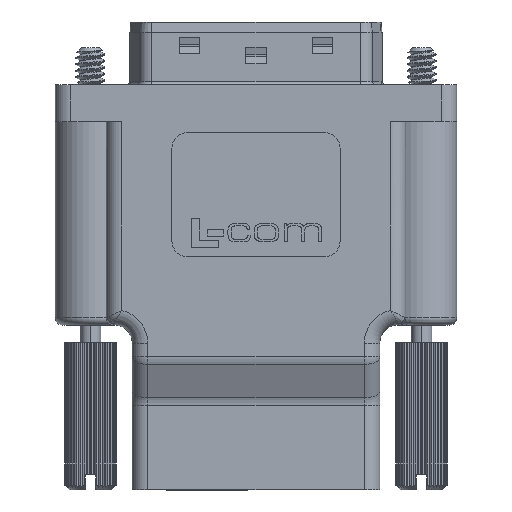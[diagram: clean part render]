
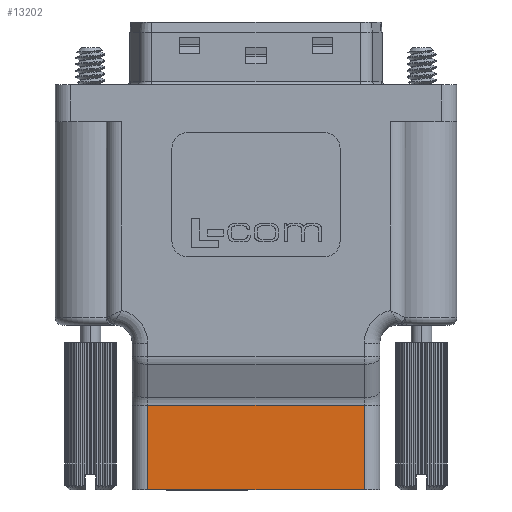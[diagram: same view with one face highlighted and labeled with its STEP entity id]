
A CAD part, front view. The second image highlights one B-rep face of the part: STEP entity #13202.
In plain terms, the highlighted planar face has unit normal (0, -1, 0).
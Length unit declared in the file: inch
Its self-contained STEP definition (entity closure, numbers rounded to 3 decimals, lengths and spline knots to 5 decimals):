
#1078 = DIRECTION ( 'NONE',  ( 0., 0., 1. ) ) ;
#5290 = ORIENTED_EDGE ( 'NONE', *, *, #91208, .T. ) ;
#8426 = VERTEX_POINT ( 'NONE', #63698 ) ;
#11998 = CARTESIAN_POINT ( 'NONE',  ( 0.41835, -0.22244, -0.78346 ) ) ;
#13202 = ADVANCED_FACE ( 'NONE', ( #54243 ), #91187, .F. ) ;
#15405 = CARTESIAN_POINT ( 'NONE',  ( 0.41835, -0.22244, -0.45649 ) ) ;
#16163 = DIRECTION ( 'NONE',  ( 0., 0., -1. ) ) ;
#19964 = VECTOR ( 'NONE', #80566, 39.37008 ) ;
#23120 = ORIENTED_EDGE ( 'NONE', *, *, #102092, .T. ) ;
#27375 = LINE ( 'NONE', #34933, #78918 ) ;
#28182 = VERTEX_POINT ( 'NONE', #15405 ) ;
#34933 = CARTESIAN_POINT ( 'NONE',  ( 0.41835, -0.22244, -0.78346 ) ) ;
#38697 = CARTESIAN_POINT ( 'NONE',  ( -0.41835, -0.22244, -0.78346 ) ) ;
#41148 = VECTOR ( 'NONE', #77866, 39.37008 ) ;
#44750 = CARTESIAN_POINT ( 'NONE',  ( -0.47835, -0.22244, -0.45649 ) ) ;
#46577 = DIRECTION ( 'NONE',  ( 0., 1., 0. ) ) ;
#49559 = ORIENTED_EDGE ( 'NONE', *, *, #94215, .T. ) ;
#50543 = ORIENTED_EDGE ( 'NONE', *, *, #51708, .F. ) ;
#51466 = CARTESIAN_POINT ( 'NONE',  ( 1.45079, -0.22244, -0.78346 ) ) ;
#51708 = EDGE_CURVE ( 'NONE', #81609, #72420, #83816, .T. ) ;
#54117 = EDGE_LOOP ( 'NONE', ( #5290, #23120, #50543, #49559 ) ) ;
#54223 = DIRECTION ( 'NONE',  ( 0., 0., 1. ) ) ;
#54243 = FACE_OUTER_BOUND ( 'NONE', #54117, .T. ) ;
#63698 = CARTESIAN_POINT ( 'NONE',  ( -0.41835, -0.22244, -0.45649 ) ) ;
#65369 = CARTESIAN_POINT ( 'NONE',  ( 1.45079, -0.22244, -0.78346 ) ) ;
#66709 = AXIS2_PLACEMENT_3D ( 'NONE', #65369, #46577, #1078 ) ;
#70507 = LINE ( 'NONE', #79294, #85881 ) ;
#72420 = VERTEX_POINT ( 'NONE', #38697 ) ;
#77866 = DIRECTION ( 'NONE',  ( -1., 0., 0. ) ) ;
#78918 = VECTOR ( 'NONE', #54223, 39.37008 ) ;
#79294 = CARTESIAN_POINT ( 'NONE',  ( -0.41835, -0.22244, -0.78346 ) ) ;
#80566 = DIRECTION ( 'NONE',  ( -1., 0., 0. ) ) ;
#81609 = VERTEX_POINT ( 'NONE', #11998 ) ;
#83816 = LINE ( 'NONE', #51466, #41148 ) ;
#85881 = VECTOR ( 'NONE', #16163, 39.37008 ) ;
#91187 = PLANE ( 'NONE',  #66709 ) ;
#91208 = EDGE_CURVE ( 'NONE', #28182, #8426, #108630, .T. ) ;
#94215 = EDGE_CURVE ( 'NONE', #81609, #28182, #27375, .T. ) ;
#102092 = EDGE_CURVE ( 'NONE', #8426, #72420, #70507, .T. ) ;
#108630 = LINE ( 'NONE', #44750, #19964 ) ;
